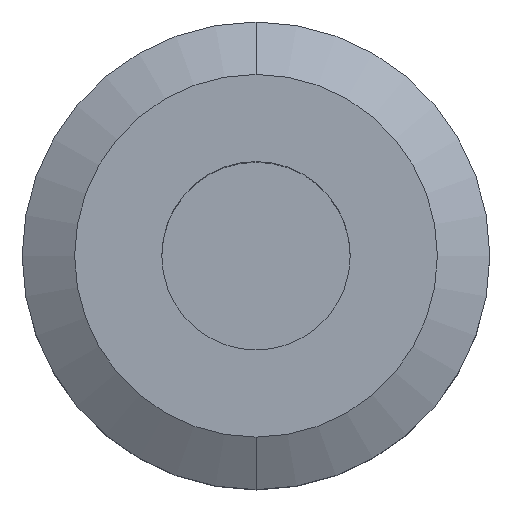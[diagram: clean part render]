
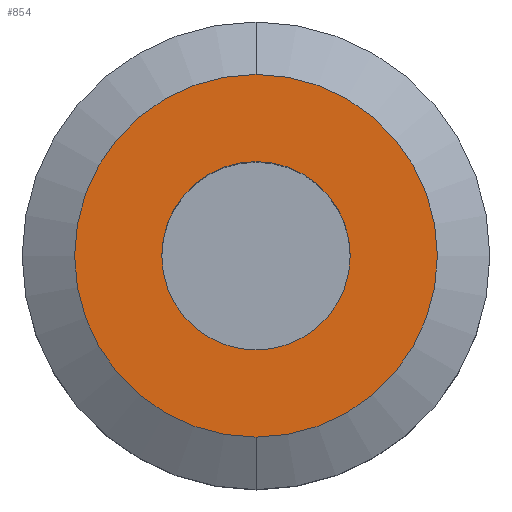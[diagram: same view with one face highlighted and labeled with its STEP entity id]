
A CAD part, top view. The second image highlights one B-rep face of the part: STEP entity #854.
In plain terms, the highlighted planar face has unit normal (0, 0, 1).
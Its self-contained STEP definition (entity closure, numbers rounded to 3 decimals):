
#202 = EDGE_LOOP ( 'NONE', ( #1844, #1191 ) ) ;
#249 = VERTEX_POINT ( 'NONE', #1871 ) ;
#309 = AXIS2_PLACEMENT_3D ( 'NONE', #470, #908, #737 ) ;
#365 = AXIS2_PLACEMENT_3D ( 'NONE', #747, #739, #724 ) ;
#410 = VERTEX_POINT ( 'NONE', #777 ) ;
#424 = CIRCLE ( 'NONE', #365, 19.25 ) ;
#434 = DIRECTION ( 'NONE',  ( 0., 1., 0. ) ) ;
#436 = VERTEX_POINT ( 'NONE', #1552 ) ;
#443 = DIRECTION ( 'NONE',  ( 0., 0., -1. ) ) ;
#458 = ORIENTED_EDGE ( 'NONE', *, *, #1387, .T. ) ;
#470 = CARTESIAN_POINT ( 'NONE',  ( -19.481, -19.481, 60. ) ) ;
#491 = DIRECTION ( 'NONE',  ( 0., 0., 1. ) ) ;
#526 = CARTESIAN_POINT ( 'NONE',  ( 0., 0., 60. ) ) ;
#544 = DIRECTION ( 'NONE',  ( 0., 1., 0. ) ) ;
#555 = DIRECTION ( 'NONE',  ( 0., 0., -1. ) ) ;
#557 = AXIS2_PLACEMENT_3D ( 'NONE', #562, #555, #544 ) ;
#562 = CARTESIAN_POINT ( 'NONE',  ( 0., 0., 60. ) ) ;
#641 = DIRECTION ( 'NONE',  ( 0., 1., 0. ) ) ;
#645 = AXIS2_PLACEMENT_3D ( 'NONE', #526, #443, #434 ) ;
#692 = CARTESIAN_POINT ( 'NONE',  ( 0., -19.25, 60. ) ) ;
#711 = CIRCLE ( 'NONE', #645, 10. ) ;
#724 = DIRECTION ( 'NONE',  ( 0., 1., 0. ) ) ;
#737 = DIRECTION ( 'NONE',  ( 1., 0., 0. ) ) ;
#739 = DIRECTION ( 'NONE',  ( 0., 0., 1. ) ) ;
#747 = CARTESIAN_POINT ( 'NONE',  ( 0., 0., 60. ) ) ;
#777 = CARTESIAN_POINT ( 'NONE',  ( 0., 19.25, 60. ) ) ;
#821 = EDGE_CURVE ( 'NONE', #1650, #410, #1086, .T. ) ;
#854 = ADVANCED_FACE ( 'NONE', ( #1336, #987 ), #1771, .T. ) ;
#908 = DIRECTION ( 'NONE',  ( 0., 0., 1. ) ) ;
#987 = FACE_OUTER_BOUND ( 'NONE', #202, .T. ) ;
#1086 = CIRCLE ( 'NONE', #1155, 19.25 ) ;
#1155 = AXIS2_PLACEMENT_3D ( 'NONE', #1518, #491, #641 ) ;
#1180 = ORIENTED_EDGE ( 'NONE', *, *, #1408, .T. ) ;
#1191 = ORIENTED_EDGE ( 'NONE', *, *, #821, .T. ) ;
#1336 = FACE_BOUND ( 'NONE', #1657, .T. ) ;
#1353 = EDGE_CURVE ( 'NONE', #410, #1650, #424, .T. ) ;
#1387 = EDGE_CURVE ( 'NONE', #436, #249, #1499, .T. ) ;
#1408 = EDGE_CURVE ( 'NONE', #249, #436, #711, .T. ) ;
#1499 = CIRCLE ( 'NONE', #557, 10. ) ;
#1518 = CARTESIAN_POINT ( 'NONE',  ( 0., 0., 60. ) ) ;
#1552 = CARTESIAN_POINT ( 'NONE',  ( 0., 10., 60. ) ) ;
#1650 = VERTEX_POINT ( 'NONE', #692 ) ;
#1657 = EDGE_LOOP ( 'NONE', ( #458, #1180 ) ) ;
#1771 = PLANE ( 'NONE',  #309 ) ;
#1844 = ORIENTED_EDGE ( 'NONE', *, *, #1353, .T. ) ;
#1871 = CARTESIAN_POINT ( 'NONE',  ( 0., -10., 60. ) ) ;
